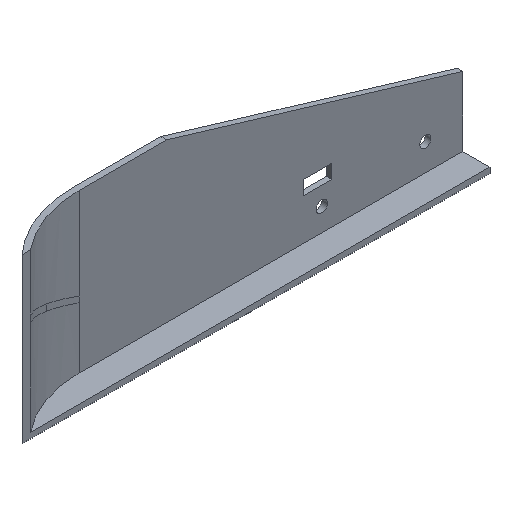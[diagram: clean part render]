
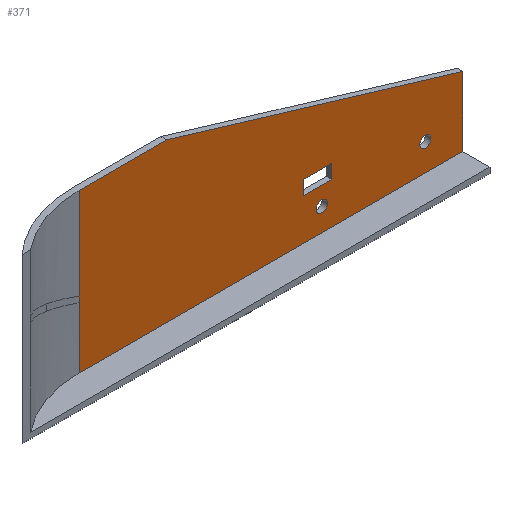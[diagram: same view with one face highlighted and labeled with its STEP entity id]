
A CAD part, isometric view. The second image highlights one B-rep face of the part: STEP entity #371.
In plain terms, the highlighted face is planar.
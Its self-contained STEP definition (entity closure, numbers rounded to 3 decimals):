
#37=CIRCLE('',#441,6.);
#38=CIRCLE('',#442,6.);
#46=FACE_BOUND('',#77,.T.);
#47=FACE_BOUND('',#78,.T.);
#48=FACE_BOUND('',#79,.T.);
#54=FACE_OUTER_BOUND('',#76,.T.);
#76=EDGE_LOOP('',(#275,#276,#277,#278,#279,#280,#281));
#77=EDGE_LOOP('',(#282,#283,#284,#285));
#78=EDGE_LOOP('',(#286));
#79=EDGE_LOOP('',(#287));
#99=LINE('',#572,#136);
#110=LINE('',#597,#147);
#111=LINE('',#601,#148);
#112=LINE('',#603,#149);
#113=LINE('',#605,#150);
#114=LINE('',#607,#151);
#115=LINE('',#609,#152);
#116=LINE('',#611,#153);
#117=LINE('',#612,#154);
#118=LINE('',#614,#155);
#119=LINE('',#615,#156);
#136=VECTOR('',#473,15.);
#147=VECTOR('',#492,30.);
#148=VECTOR('',#495,6.357);
#149=VECTOR('',#496,65.009);
#150=VECTOR('',#497,410.);
#151=VECTOR('',#498,74.);
#152=VECTOR('',#499,330.61);
#153=VECTOR('',#500,93.333);
#154=VECTOR('',#501,97.635);
#155=VECTOR('',#502,15.);
#156=VECTOR('',#503,30.);
#173=VERTEX_POINT('',#569);
#174=VERTEX_POINT('',#571);
#184=VERTEX_POINT('',#595);
#185=VERTEX_POINT('',#599);
#186=VERTEX_POINT('',#600);
#187=VERTEX_POINT('',#602);
#188=VERTEX_POINT('',#604);
#189=VERTEX_POINT('',#606);
#190=VERTEX_POINT('',#608);
#191=VERTEX_POINT('',#610);
#192=VERTEX_POINT('',#613);
#193=VERTEX_POINT('',#616);
#194=VERTEX_POINT('',#618);
#208=EDGE_CURVE('',#173,#174,#99,.T.);
#221=EDGE_CURVE('',#184,#173,#110,.T.);
#222=EDGE_CURVE('',#185,#186,#111,.T.);
#223=EDGE_CURVE('',#186,#187,#112,.T.);
#224=EDGE_CURVE('',#188,#187,#113,.T.);
#225=EDGE_CURVE('',#188,#189,#114,.T.);
#226=EDGE_CURVE('',#190,#189,#115,.T.);
#227=EDGE_CURVE('',#191,#190,#116,.T.);
#228=EDGE_CURVE('',#191,#185,#117,.T.);
#229=EDGE_CURVE('',#192,#184,#118,.T.);
#230=EDGE_CURVE('',#174,#192,#119,.T.);
#231=EDGE_CURVE('',#193,#193,#37,.T.);
#232=EDGE_CURVE('',#194,#194,#38,.T.);
#275=ORIENTED_EDGE('',*,*,#222,.T.);
#276=ORIENTED_EDGE('',*,*,#223,.T.);
#277=ORIENTED_EDGE('',*,*,#224,.F.);
#278=ORIENTED_EDGE('',*,*,#225,.T.);
#279=ORIENTED_EDGE('',*,*,#226,.F.);
#280=ORIENTED_EDGE('',*,*,#227,.F.);
#281=ORIENTED_EDGE('',*,*,#228,.T.);
#282=ORIENTED_EDGE('',*,*,#229,.F.);
#283=ORIENTED_EDGE('',*,*,#230,.F.);
#284=ORIENTED_EDGE('',*,*,#208,.F.);
#285=ORIENTED_EDGE('',*,*,#221,.F.);
#286=ORIENTED_EDGE('',*,*,#231,.F.);
#287=ORIENTED_EDGE('',*,*,#232,.F.);
#359=PLANE('',#440);
#371=ADVANCED_FACE('',(#54,#46,#47,#48),#359,.T.);
#440=AXIS2_PLACEMENT_3D('',#598,#493,#494);
#441=AXIS2_PLACEMENT_3D('',#617,#504,#505);
#442=AXIS2_PLACEMENT_3D('',#619,#506,#507);
#473=DIRECTION('',(0.,0.,1.));
#492=DIRECTION('',(-1.,0.,0.));
#493=DIRECTION('center_axis',(0.,1.,0.));
#494=DIRECTION('ref_axis',(0.,0.,1.));
#495=DIRECTION('',(0.,0.,1.));
#496=DIRECTION('',(0.,0.,1.));
#497=DIRECTION('',(-1.,0.,0.));
#498=DIRECTION('',(0.,0.,-1.));
#499=DIRECTION('',(0.958,0.,0.287));
#500=DIRECTION('',(1.,0.,0.));
#501=DIRECTION('',(0.,0.,1.));
#502=DIRECTION('',(0.,0.,-1.));
#503=DIRECTION('',(1.,0.,0.));
#504=DIRECTION('center_axis',(0.,1.,0.));
#505=DIRECTION('ref_axis',(1.,0.,0.));
#506=DIRECTION('center_axis',(0.,1.,0.));
#507=DIRECTION('ref_axis',(1.,0.,0.));
#569=CARTESIAN_POINT('',(80.,6.,35.));
#571=CARTESIAN_POINT('',(80.,6.,50.));
#572=CARTESIAN_POINT('',(80.,6.,35.));
#595=CARTESIAN_POINT('',(110.,6.,35.));
#597=CARTESIAN_POINT('',(110.,6.,35.));
#598=CARTESIAN_POINT('Origin',(250.,6.,-100.));
#599=CARTESIAN_POINT('',(-160.,6.,22.635));
#600=CARTESIAN_POINT('',(-160.,6.,28.991));
#601=CARTESIAN_POINT('',(-160.,6.,22.635));
#602=CARTESIAN_POINT('',(-160.,6.,94.));
#603=CARTESIAN_POINT('',(-160.,6.,28.991));
#604=CARTESIAN_POINT('',(250.,6.,94.));
#605=CARTESIAN_POINT('',(250.,6.,94.));
#606=CARTESIAN_POINT('',(250.,6.,20.));
#607=CARTESIAN_POINT('',(250.,6.,94.));
#608=CARTESIAN_POINT('',(-66.667,6.,-75.));
#609=CARTESIAN_POINT('',(-66.667,6.,-75.));
#610=CARTESIAN_POINT('',(-160.,6.,-75.));
#611=CARTESIAN_POINT('',(-160.,6.,-75.));
#612=CARTESIAN_POINT('',(-160.,6.,-75.));
#613=CARTESIAN_POINT('',(110.,6.,50.));
#614=CARTESIAN_POINT('',(110.,6.,50.));
#615=CARTESIAN_POINT('',(80.,6.,50.));
#616=CARTESIAN_POINT('',(215.891,6.,64.858));
#617=CARTESIAN_POINT('Origin',(209.891,6.,64.858));
#618=CARTESIAN_POINT('',(105.293,6.,69.574));
#619=CARTESIAN_POINT('Origin',(99.293,6.,69.574));
